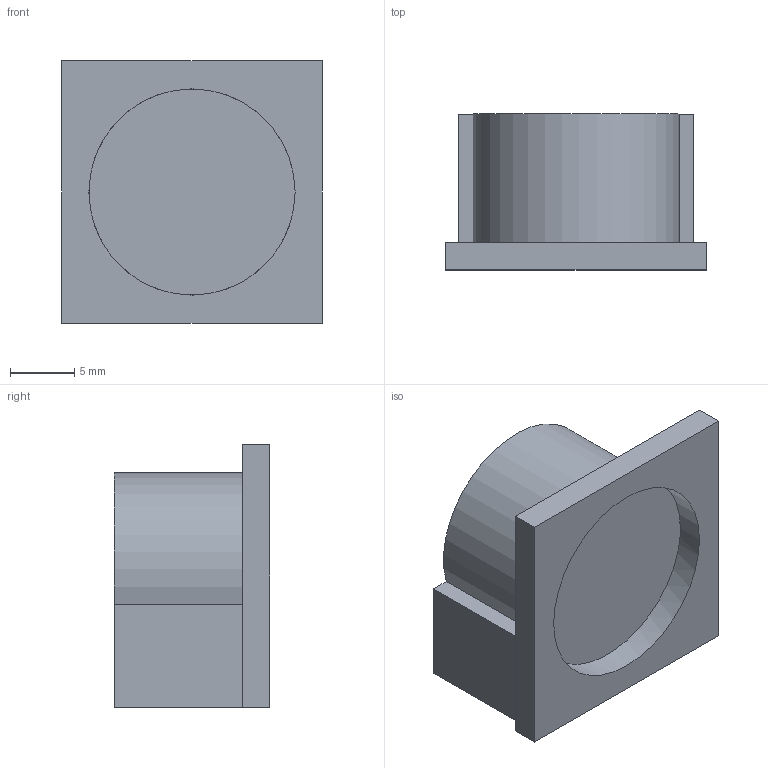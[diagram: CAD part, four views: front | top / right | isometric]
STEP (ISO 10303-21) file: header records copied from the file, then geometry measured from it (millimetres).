
FILE_DESCRIPTION(('FreeCAD Model'),'2;1');
FILE_NAME('DIN5MIDI-OOTDTY.step', '2019-10-16T14:28:00',('Author'),(''), 'Open CASCADE STEP processor 7.3','FreeCAD','Unknown');
FILE_SCHEMA(('AUTOMOTIVE_DESIGN { 1 0 10303 214 1 1 1 1 }'));
Length unit declared in the file: millimetre
Products named in the file (1): DIN5MIDI-OOTDTY
Bounding box: 20.2 x 12.1 x 20.4 mm (x, y, z)
Volume: 3252 mm3; surface area: 1766.3 mm2
Topology: 1 solids, 1 shells, 15 faces, 36 edges, 23 vertices
Faces by surface type: plane 13, cylinder 2
Full cylindrical faces by diameter (mm): 16 x1
Entity records: 1028 total; most frequent: CARTESIAN_POINT 161, DIRECTION 142, LINE 94, VECTOR 94, ORIENTED_EDGE 76, PCURVE 72, DEFINITIONAL_REPRESENTATION 72, EDGE_CURVE 36
